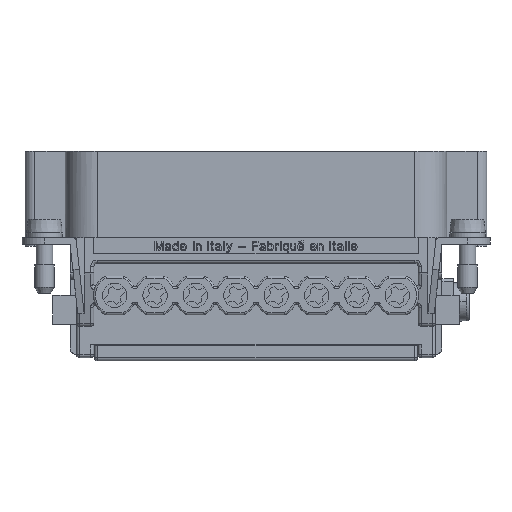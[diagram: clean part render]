
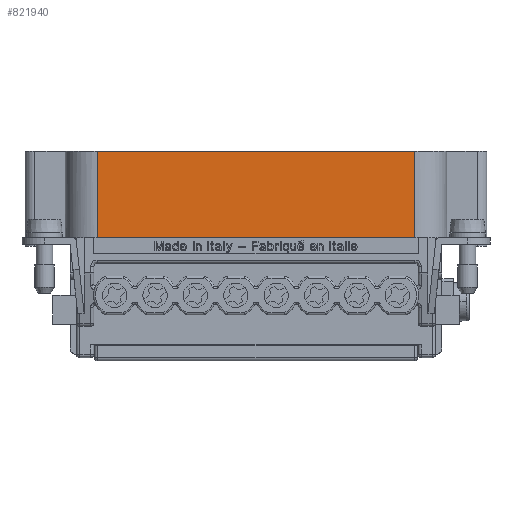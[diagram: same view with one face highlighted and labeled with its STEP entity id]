
A CAD part, front view. The second image highlights one B-rep face of the part: STEP entity #821940.
In plain terms, the highlighted planar face has unit normal (0, -1, 0).
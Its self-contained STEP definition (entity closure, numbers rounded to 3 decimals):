
#77140=CARTESIAN_POINT('',(103.714,38.952,21.));
#77150=DIRECTION('',(0.,0.,1.));
#77160=VECTOR('',#77150,1.);
#77170=LINE('',#77140,#77160);
#77180=CARTESIAN_POINT('',(103.714,38.952,20.7));
#77190=VERTEX_POINT('',#77180);
#77200=CARTESIAN_POINT('',(103.714,38.952,34.2));
#77210=VERTEX_POINT('',#77200);
#77220=EDGE_CURVE('',#77190,#77210,#77170,.T.);
#104510=CARTESIAN_POINT('',(0.,38.952,34.2));
#104520=DIRECTION('',(-1.,0.,0.));
#104530=VECTOR('',#104520,1.);
#104540=LINE('',#104510,#104530);
#104550=CARTESIAN_POINT('',(54.214,38.952,34.2));
#104560=VERTEX_POINT('',#104550);
#104570=EDGE_CURVE('',#77210,#104560,#104540,.T.);
#120140=CARTESIAN_POINT('',(54.214,38.952,20.7));
#120150=VERTEX_POINT('',#120140);
#121230=CARTESIAN_POINT('',(54.214,38.952,0.));
#121240=DIRECTION('',(0.,0.,1.));
#121250=VECTOR('',#121240,1.);
#121260=LINE('',#121230,#121250);
#121270=EDGE_CURVE('',#120150,#104560,#121260,.T.);
#442790=CARTESIAN_POINT('',(106.964,38.952,21.));
#442800=DIRECTION('',(-0.,1.,0.));
#442810=DIRECTION('',(1.,0.,0.));
#442820=AXIS2_PLACEMENT_3D('',#442790,#442800,#442810);
#442830=PLANE('',#442820);
#821830=ORIENTED_EDGE('',*,*,#121270,.F.);
#821840=ORIENTED_EDGE('',*,*,#104570,.T.);
#821850=ORIENTED_EDGE('',*,*,#77220,.T.);
#821860=CARTESIAN_POINT('',(0.,38.952,20.7));
#821870=DIRECTION('',(-1.,0.,0.));
#821880=VECTOR('',#821870,1.);
#821890=LINE('',#821860,#821880);
#821900=EDGE_CURVE('',#77190,#120150,#821890,.T.);
#821910=ORIENTED_EDGE('',*,*,#821900,.F.);
#821920=EDGE_LOOP('',(#821910,#821850,#821840,#821830));
#821930=FACE_OUTER_BOUND('',#821920,.T.);
#821940=ADVANCED_FACE('',(#821930),#442830,.F.);
